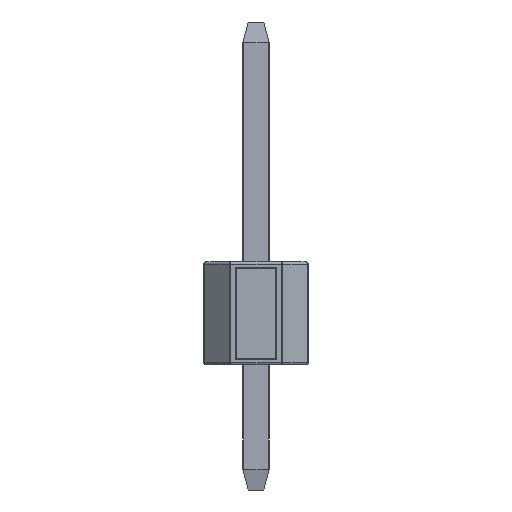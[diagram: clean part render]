
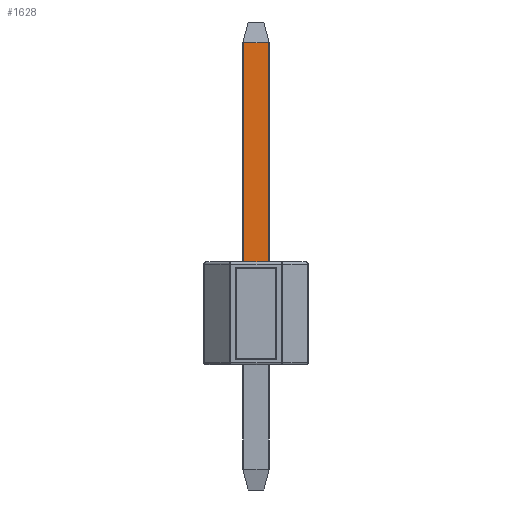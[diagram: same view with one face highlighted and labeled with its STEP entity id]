
A CAD part, left-side view. The second image highlights one B-rep face of the part: STEP entity #1628.
In plain terms, the highlighted planar face has unit normal (-1, 0, 0).
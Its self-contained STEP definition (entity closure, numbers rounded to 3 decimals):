
#279=FACE_OUTER_BOUND('',#373,.T.);
#373=EDGE_LOOP('',(#1318,#1319,#1320,#1321));
#482=LINE('',#2675,#622);
#505=LINE('',#2723,#645);
#506=LINE('',#2725,#646);
#507=LINE('',#2726,#647);
#622=VECTOR('',#2205,10.);
#645=VECTOR('',#2256,10.);
#646=VECTOR('',#2257,10.);
#647=VECTOR('',#2258,10.);
#686=VERTEX_POINT('',#2416);
#689=VERTEX_POINT('',#2423);
#768=VERTEX_POINT('',#2722);
#769=VERTEX_POINT('',#2724);
#938=EDGE_CURVE('',#689,#686,#482,.T.);
#961=EDGE_CURVE('',#768,#686,#505,.T.);
#962=EDGE_CURVE('',#769,#768,#506,.T.);
#963=EDGE_CURVE('',#689,#769,#507,.T.);
#1318=ORIENTED_EDGE('',*,*,#938,.T.);
#1319=ORIENTED_EDGE('',*,*,#961,.F.);
#1320=ORIENTED_EDGE('',*,*,#962,.F.);
#1321=ORIENTED_EDGE('',*,*,#963,.F.);
#1451=PLANE('',#1828);
#1628=ADVANCED_FACE('',(#279),#1451,.T.);
#1828=AXIS2_PLACEMENT_3D('',#2721,#2254,#2255);
#2205=DIRECTION('',(0.,-1.,0.));
#2254=DIRECTION('center_axis',(-1.,0.,0.));
#2255=DIRECTION('ref_axis',(0.,0.,1.));
#2256=DIRECTION('',(0.,0.,-1.));
#2257=DIRECTION('',(0.,-1.,0.));
#2258=DIRECTION('',(0.,0.,1.));
#2416=CARTESIAN_POINT('',(-0.32,-0.297,2.5));
#2423=CARTESIAN_POINT('',(-0.32,0.292,2.5));
#2675=CARTESIAN_POINT('',(-0.32,-0.003,2.5));
#2721=CARTESIAN_POINT('Origin',(-0.32,-0.003,2.645));
#2722=CARTESIAN_POINT('',(-0.32,-0.297,7.832));
#2723=CARTESIAN_POINT('',(-0.32,-0.297,5.493));
#2724=CARTESIAN_POINT('',(-0.32,0.292,7.832));
#2725=CARTESIAN_POINT('',(-0.32,0.158,7.832));
#2726=CARTESIAN_POINT('',(-0.32,0.292,-0.202));
